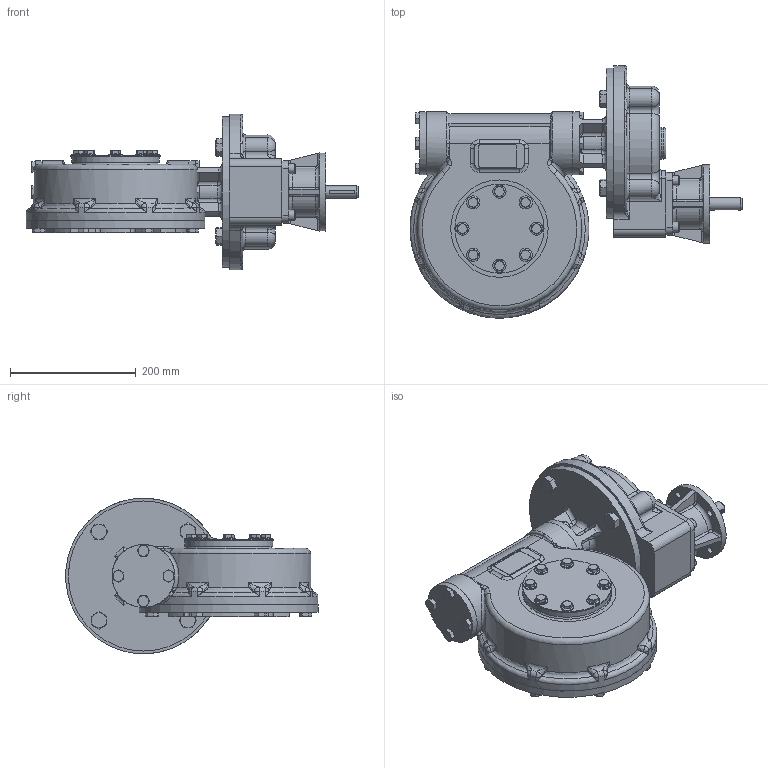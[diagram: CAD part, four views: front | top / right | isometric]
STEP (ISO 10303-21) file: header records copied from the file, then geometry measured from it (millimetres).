
FILE_DESCRIPTION(/* description */ ('Unknown'),/* implementation_level */ '2;1');
FILE_NAME(/* name */ 'PUB-MTW5IRL-F10-F14',/* time_stamp */ '2015-12-09T10:15:12+00:00',/* author */ ('Unknown'),/* organization */ ('Unknown'),/* preprocessor_version */ 'ST-DEVELOPER v16',/* originating_system */ 'DEX',/* authorisation */ $);
FILE_SCHEMA (('AUTOMOTIVE_DESIGN {1 0 10303 214 3 1 1}'));
Products named in the file (1): PUB-MTW5IRL-F10-F14
Bounding box: 528.91 x 401.97 x 247.79 mm (x, y, z)
Surface area: 608075.6 mm2 (no closed solid volume)
Topology: 0 solids, 51 shells, 898 faces, 2250 edges, 1369 vertices
Faces by surface type: plane 306, cone 191, cylinder 191, torus 95, bspline 94, sphere 21
Full cylindrical faces by diameter (mm): 10.5 x4, 13.835 x4, 16 x4, 20 x1, 21 x8, 30 x1, 50 x1, 58.75 x1, 100 x5, 125 x1, 140 x1, 142 x1, 239 x1, 285 x1
Entity records: 45616 total; most frequent: CARTESIAN_POINT 24435, ORIENTED_EDGE 3996, DIRECTION 3877, EDGE_CURVE 2134, AXIS2_PLACEMENT_3D 1603, VERTEX_POINT 1350, FACE_BOUND 1047, EDGE_LOOP 1043
